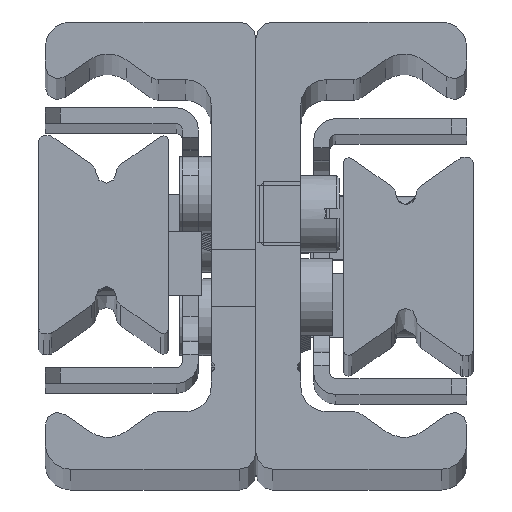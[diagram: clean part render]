
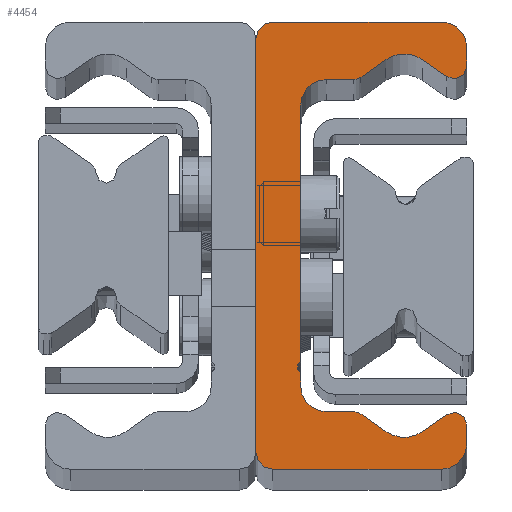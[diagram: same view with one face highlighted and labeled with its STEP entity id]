
A CAD part, top view. The second image highlights one B-rep face of the part: STEP entity #4454.
In plain terms, the highlighted planar face has unit normal (0, 0, 1).
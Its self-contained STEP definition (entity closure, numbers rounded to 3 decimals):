
#1709=CARTESIAN_POINT('',(3.5,11.0,930.0));
#1710=VERTEX_POINT('',#1709);
#1717=CARTESIAN_POINT('',(3.5,-9.067,930.0));
#1718=VERTEX_POINT('',#1717);
#1719=CARTESIAN_POINT('',(3.5,11.0,930.0));
#1720=DIRECTION('',(0.0,-1.0,0.0));
#1721=VECTOR('',#1720,20.067);
#1722=LINE('',#1719,#1721);
#1723=EDGE_CURVE('',#1710,#1718,#1722,.T.);
#2165=CARTESIAN_POINT('',(3.5,-9.933,930.0));
#2166=VERTEX_POINT('',#2165);
#2167=CARTESIAN_POINT('',(3.75,-9.5,930.0));
#2168=DIRECTION('',(0.0,0.0,1.0));
#2169=DIRECTION('',(-0.5,0.866,0.0));
#2170=AXIS2_PLACEMENT_3D('',#2167,#2168,#2169);
#2171=CIRCLE('',#2170,0.5);
#2172=EDGE_CURVE('',#1718,#2166,#2171,.T.);
#3586=CARTESIAN_POINT('',(0.0,16.2,930.0));
#3587=VERTEX_POINT('',#3586);
#3588=CARTESIAN_POINT('',(1.3,17.5,930.0));
#3589=VERTEX_POINT('',#3588);
#3590=CARTESIAN_POINT('',(1.3,16.2,930.0));
#3591=DIRECTION('',(0.0,0.0,-1.0));
#3592=DIRECTION('',(0.0,-1.0,0.0));
#3593=AXIS2_PLACEMENT_3D('',#3590,#3591,#3592);
#3594=CIRCLE('',#3593,1.3);
#3595=EDGE_CURVE('',#3587,#3589,#3594,.T.);
#3628=CARTESIAN_POINT('',(14.5,17.5,930.0));
#3629=VERTEX_POINT('',#3628);
#3630=CARTESIAN_POINT('',(1.3,17.5,930.0));
#3631=DIRECTION('',(1.0,0.0,0.0));
#3632=VECTOR('',#3631,13.2);
#3633=LINE('',#3630,#3632);
#3634=EDGE_CURVE('',#3589,#3629,#3633,.T.);
#3659=CARTESIAN_POINT('',(16.5,15.5,930.0));
#3660=VERTEX_POINT('',#3659);
#3661=CARTESIAN_POINT('',(14.5,15.5,930.0));
#3662=DIRECTION('',(0.0,0.0,-1.0));
#3663=DIRECTION('',(-1.0,0.0,0.0));
#3664=AXIS2_PLACEMENT_3D('',#3661,#3662,#3663);
#3665=CIRCLE('',#3664,2.);
#3666=EDGE_CURVE('',#3629,#3660,#3665,.T.);
#3692=CARTESIAN_POINT('',(16.5,14.042,930.0));
#3693=VERTEX_POINT('',#3692);
#3694=CARTESIAN_POINT('',(16.5,15.5,930.0));
#3695=DIRECTION('',(0.0,-1.0,0.0));
#3696=VECTOR('',#3695,1.458);
#3697=LINE('',#3694,#3696);
#3698=EDGE_CURVE('',#3660,#3693,#3697,.T.);
#3723=CARTESIAN_POINT('',(14.926,13.223,930.0));
#3724=VERTEX_POINT('',#3723);
#3725=CARTESIAN_POINT('',(15.5,14.042,930.0));
#3726=DIRECTION('',(0.0,0.0,-1.));
#3727=DIRECTION('',(0.574,0.819,0.0));
#3728=AXIS2_PLACEMENT_3D('',#3725,#3726,#3727);
#3729=CIRCLE('',#3728,1.);
#3730=EDGE_CURVE('',#3693,#3724,#3729,.T.);
#3756=CARTESIAN_POINT('',(13.034,14.548,930.0));
#3757=VERTEX_POINT('',#3756);
#3758=CARTESIAN_POINT('',(14.926,13.223,930.0));
#3759=DIRECTION('',(-0.819,0.574,0.0));
#3760=VECTOR('',#3759,2.31);
#3761=LINE('',#3758,#3760);
#3762=EDGE_CURVE('',#3724,#3757,#3761,.T.);
#3787=CARTESIAN_POINT('',(10.166,14.548,930.0));
#3788=VERTEX_POINT('',#3787);
#3789=CARTESIAN_POINT('',(11.6,12.5,930.0));
#3790=DIRECTION('',(0.0,0.0,1.0));
#3791=DIRECTION('',(0.574,0.819,0.0));
#3792=AXIS2_PLACEMENT_3D('',#3789,#3790,#3791);
#3793=CIRCLE('',#3792,2.5);
#3794=EDGE_CURVE('',#3757,#3788,#3793,.T.);
#3820=CARTESIAN_POINT('',(8.214,13.181,930.0));
#3821=VERTEX_POINT('',#3820);
#3822=CARTESIAN_POINT('',(10.166,14.548,930.0));
#3823=DIRECTION('',(-0.819,-0.574,0.0));
#3824=VECTOR('',#3823,2.383);
#3825=LINE('',#3822,#3824);
#3826=EDGE_CURVE('',#3788,#3821,#3825,.T.);
#3851=CARTESIAN_POINT('',(7.64,13.0,930.0));
#3852=VERTEX_POINT('',#3851);
#3853=CARTESIAN_POINT('',(7.64,14.,930.0));
#3854=DIRECTION('',(0.0,0.0,-1.0));
#3855=DIRECTION('',(0.0,1.0,0.0));
#3856=AXIS2_PLACEMENT_3D('',#3853,#3854,#3855);
#3857=CIRCLE('',#3856,1.);
#3858=EDGE_CURVE('',#3821,#3852,#3857,.T.);
#3884=CARTESIAN_POINT('',(5.5,13.0,930.0));
#3885=VERTEX_POINT('',#3884);
#3886=CARTESIAN_POINT('',(7.64,13.0,930.0));
#3887=DIRECTION('',(-1.0,0.0,0.0));
#3888=VECTOR('',#3887,2.14);
#3889=LINE('',#3886,#3888);
#3890=EDGE_CURVE('',#3852,#3885,#3889,.T.);
#3915=CARTESIAN_POINT('',(5.5,11.0,930.0));
#3916=DIRECTION('',(0.0,0.0,1.0));
#3917=DIRECTION('',(0.0,1.0,0.0));
#3918=AXIS2_PLACEMENT_3D('',#3915,#3916,#3917);
#3919=CIRCLE('',#3918,2.0);
#3920=EDGE_CURVE('',#3885,#1710,#3919,.T.);
#3939=CARTESIAN_POINT('',(3.5,-11.0,930.0));
#3940=VERTEX_POINT('',#3939);
#3941=CARTESIAN_POINT('',(3.5,-9.933,930.0));
#3942=DIRECTION('',(0.0,-1.0,0.0));
#3943=VECTOR('',#3942,1.067);
#3944=LINE('',#3941,#3943);
#3945=EDGE_CURVE('',#2166,#3940,#3944,.T.);
#3970=CARTESIAN_POINT('',(5.5,-13.0,930.0));
#3971=VERTEX_POINT('',#3970);
#3972=CARTESIAN_POINT('',(5.5,-11.0,930.0));
#3973=DIRECTION('',(0.0,0.0,1.0));
#3974=DIRECTION('',(-1.0,0.0,0.0));
#3975=AXIS2_PLACEMENT_3D('',#3972,#3973,#3974);
#3976=CIRCLE('',#3975,2.0);
#3977=EDGE_CURVE('',#3940,#3971,#3976,.T.);
#4003=CARTESIAN_POINT('',(7.64,-13.0,930.0));
#4004=VERTEX_POINT('',#4003);
#4005=CARTESIAN_POINT('',(5.5,-13.0,930.0));
#4006=DIRECTION('',(1.0,0.0,0.0));
#4007=VECTOR('',#4006,2.14);
#4008=LINE('',#4005,#4007);
#4009=EDGE_CURVE('',#3971,#4004,#4008,.T.);
#4034=CARTESIAN_POINT('',(8.214,-13.181,930.0));
#4035=VERTEX_POINT('',#4034);
#4036=CARTESIAN_POINT('',(7.64,-14.0,930.0));
#4037=DIRECTION('',(0.0,0.0,-1.0));
#4038=DIRECTION('',(-0.574,-0.819,0.0));
#4039=AXIS2_PLACEMENT_3D('',#4036,#4037,#4038);
#4040=CIRCLE('',#4039,1.);
#4041=EDGE_CURVE('',#4004,#4035,#4040,.T.);
#4067=CARTESIAN_POINT('',(10.166,-14.548,930.0));
#4068=VERTEX_POINT('',#4067);
#4069=CARTESIAN_POINT('',(8.214,-13.181,930.0));
#4070=DIRECTION('',(0.819,-0.574,0.0));
#4071=VECTOR('',#4070,2.383);
#4072=LINE('',#4069,#4071);
#4073=EDGE_CURVE('',#4035,#4068,#4072,.T.);
#4098=CARTESIAN_POINT('',(13.034,-14.548,930.0));
#4099=VERTEX_POINT('',#4098);
#4100=CARTESIAN_POINT('',(11.6,-12.5,930.0));
#4101=DIRECTION('',(0.0,0.0,1.));
#4102=DIRECTION('',(-0.574,-0.819,0.0));
#4103=AXIS2_PLACEMENT_3D('',#4100,#4101,#4102);
#4104=CIRCLE('',#4103,2.5);
#4105=EDGE_CURVE('',#4068,#4099,#4104,.T.);
#4131=CARTESIAN_POINT('',(14.926,-13.223,930.0));
#4132=VERTEX_POINT('',#4131);
#4133=CARTESIAN_POINT('',(13.034,-14.548,930.0));
#4134=DIRECTION('',(0.819,0.574,0.0));
#4135=VECTOR('',#4134,2.31);
#4136=LINE('',#4133,#4135);
#4137=EDGE_CURVE('',#4099,#4132,#4136,.T.);
#4162=CARTESIAN_POINT('',(16.5,-14.042,930.0));
#4163=VERTEX_POINT('',#4162);
#4164=CARTESIAN_POINT('',(15.5,-14.042,930.0));
#4165=DIRECTION('',(0.0,0.0,-1.0));
#4166=DIRECTION('',(-1.0,0.0,0.0));
#4167=AXIS2_PLACEMENT_3D('',#4164,#4165,#4166);
#4168=CIRCLE('',#4167,1.);
#4169=EDGE_CURVE('',#4132,#4163,#4168,.T.);
#4195=CARTESIAN_POINT('',(16.5,-15.5,930.0));
#4196=VERTEX_POINT('',#4195);
#4197=CARTESIAN_POINT('',(16.5,-14.042,930.0));
#4198=DIRECTION('',(0.0,-1.0,0.0));
#4199=VECTOR('',#4198,1.458);
#4200=LINE('',#4197,#4199);
#4201=EDGE_CURVE('',#4163,#4196,#4200,.T.);
#4226=CARTESIAN_POINT('',(14.5,-17.5,930.0));
#4227=VERTEX_POINT('',#4226);
#4228=CARTESIAN_POINT('',(14.5,-15.5,930.0));
#4229=DIRECTION('',(0.0,0.0,-1.0));
#4230=DIRECTION('',(0.0,1.0,0.0));
#4231=AXIS2_PLACEMENT_3D('',#4228,#4229,#4230);
#4232=CIRCLE('',#4231,2.);
#4233=EDGE_CURVE('',#4196,#4227,#4232,.T.);
#4259=CARTESIAN_POINT('',(1.3,-17.5,930.0));
#4260=VERTEX_POINT('',#4259);
#4261=CARTESIAN_POINT('',(14.5,-17.5,930.0));
#4262=DIRECTION('',(-1.0,0.0,0.0));
#4263=VECTOR('',#4262,13.2);
#4264=LINE('',#4261,#4263);
#4265=EDGE_CURVE('',#4227,#4260,#4264,.T.);
#4290=CARTESIAN_POINT('',(0.0,-16.2,930.0));
#4291=VERTEX_POINT('',#4290);
#4292=CARTESIAN_POINT('',(1.3,-16.2,930.0));
#4293=DIRECTION('',(0.0,0.0,-1.0));
#4294=DIRECTION('',(1.0,0.0,0.0));
#4295=AXIS2_PLACEMENT_3D('',#4292,#4293,#4294);
#4296=CIRCLE('',#4295,1.3);
#4297=EDGE_CURVE('',#4260,#4291,#4296,.T.);
#4323=CARTESIAN_POINT('',(0.0,-16.2,930.0));
#4324=DIRECTION('',(0.0,1.0,0.0));
#4325=VECTOR('',#4324,32.4);
#4326=LINE('',#4323,#4325);
#4327=EDGE_CURVE('',#4291,#3587,#4326,.T.);
#4421=CARTESIAN_POINT('',(5.942,-0.014,930.0));
#4422=DIRECTION('',(0.0,0.0,1.0));
#4423=DIRECTION('',(1.0,0.0,0.0));
#4424=AXIS2_PLACEMENT_3D('',#4421,#4422,#4423);
#4425=PLANE('',#4424);
#4426=ORIENTED_EDGE('',*,*,#3595,.F.);
#4427=ORIENTED_EDGE('',*,*,#4327,.F.);
#4428=ORIENTED_EDGE('',*,*,#4297,.F.);
#4429=ORIENTED_EDGE('',*,*,#4265,.F.);
#4430=ORIENTED_EDGE('',*,*,#4233,.F.);
#4431=ORIENTED_EDGE('',*,*,#4201,.F.);
#4432=ORIENTED_EDGE('',*,*,#4169,.F.);
#4433=ORIENTED_EDGE('',*,*,#4137,.F.);
#4434=ORIENTED_EDGE('',*,*,#4105,.F.);
#4435=ORIENTED_EDGE('',*,*,#4073,.F.);
#4436=ORIENTED_EDGE('',*,*,#4041,.F.);
#4437=ORIENTED_EDGE('',*,*,#4009,.F.);
#4438=ORIENTED_EDGE('',*,*,#3977,.F.);
#4439=ORIENTED_EDGE('',*,*,#3945,.F.);
#4440=ORIENTED_EDGE('',*,*,#2172,.F.);
#4441=ORIENTED_EDGE('',*,*,#1723,.F.);
#4442=ORIENTED_EDGE('',*,*,#3920,.F.);
#4443=ORIENTED_EDGE('',*,*,#3890,.F.);
#4444=ORIENTED_EDGE('',*,*,#3858,.F.);
#4445=ORIENTED_EDGE('',*,*,#3826,.F.);
#4446=ORIENTED_EDGE('',*,*,#3794,.F.);
#4447=ORIENTED_EDGE('',*,*,#3762,.F.);
#4448=ORIENTED_EDGE('',*,*,#3730,.F.);
#4449=ORIENTED_EDGE('',*,*,#3698,.F.);
#4450=ORIENTED_EDGE('',*,*,#3666,.F.);
#4451=ORIENTED_EDGE('',*,*,#3634,.F.);
#4452=EDGE_LOOP('',(#4426,#4427,#4428,#4429,#4430,#4431,#4432,#4433,#4434,#4435,#4436,#4437,#4438,#4439,#4440,#4441,#4442,#4443,#4444,#4445,#4446,#4447,#4448,#4449,#4450,#4451));
#4453=FACE_OUTER_BOUND('',#4452,.T.);
#4454=ADVANCED_FACE('',(#4453),#4425,.T.);
